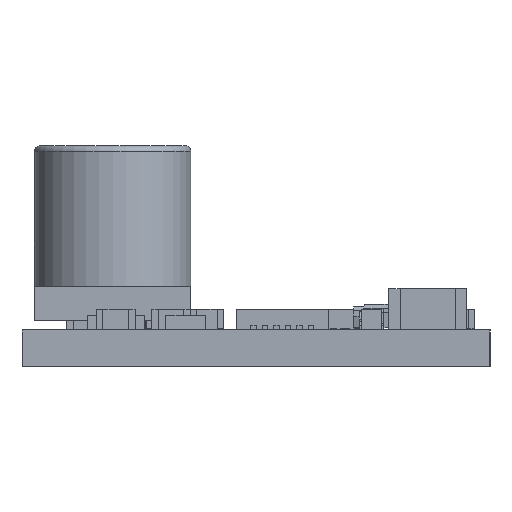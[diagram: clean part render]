
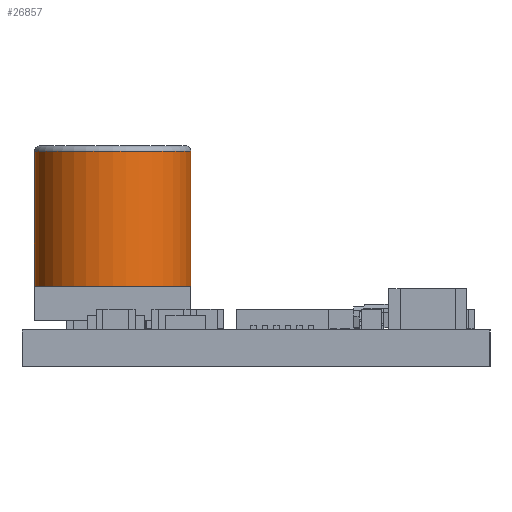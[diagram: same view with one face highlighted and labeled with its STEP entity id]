
A CAD part, left-side view. The second image highlights one B-rep face of the part: STEP entity #26857.
In plain terms, the highlighted cylindrical face has radius 3.4 mm (diameter 6.8 mm), a full revolution.
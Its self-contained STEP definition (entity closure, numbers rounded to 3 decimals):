
#46 = CYLINDRICAL_SURFACE ( 'NONE', #4686, 3.4 ) ;
#1037 = DIRECTION ( 'NONE',  ( 1., 0., 0. ) ) ;
#1753 = CARTESIAN_POINT ( 'NONE',  ( 12.7, 19.783, 3.475 ) ) ;
#2258 = EDGE_LOOP ( 'NONE', ( #8831 ) ) ;
#3887 = CIRCLE ( 'NONE', #25521, 3.4 ) ;
#4686 = AXIS2_PLACEMENT_3D ( 'NONE', #10095, #58339, #19719 ) ;
#4831 = VERTEX_POINT ( 'NONE', #7325 ) ;
#7325 = CARTESIAN_POINT ( 'NONE',  ( 16.1, 16.383, 9.325 ) ) ;
#8268 = ORIENTED_EDGE ( 'NONE', *, *, #35064, .F. ) ;
#8831 = ORIENTED_EDGE ( 'NONE', *, *, #29647, .T. ) ;
#8980 = DIRECTION ( 'NONE',  ( 1., 0., 0. ) ) ;
#9385 = CARTESIAN_POINT ( 'NONE',  ( 12.7, 16.383, 3.475 ) ) ;
#10095 = CARTESIAN_POINT ( 'NONE',  ( 12.7, 16.383, -6.142 ) ) ;
#14091 = CARTESIAN_POINT ( 'NONE',  ( 12.7, 12.983, 3.475 ) ) ;
#14520 = CARTESIAN_POINT ( 'NONE',  ( 12.7, 16.383, 9.325 ) ) ;
#14727 = DIRECTION ( 'NONE',  ( 0., 0., -1. ) ) ;
#15559 = CIRCLE ( 'NONE', #33902, 3.4 ) ;
#18927 = AXIS2_PLACEMENT_3D ( 'NONE', #14520, #52289, #34254 ) ;
#19719 = DIRECTION ( 'NONE',  ( 1., 0., 0. ) ) ;
#20959 = AXIS2_PLACEMENT_3D ( 'NONE', #9385, #42702, #8980 ) ;
#23097 = CIRCLE ( 'NONE', #20959, 3.4 ) ;
#24241 = CARTESIAN_POINT ( 'NONE',  ( 12.7, 16.383, 3.475 ) ) ;
#24517 = DIRECTION ( 'NONE',  ( 1., 0., 0. ) ) ;
#24774 = FACE_OUTER_BOUND ( 'NONE', #54856, .T. ) ;
#25521 = AXIS2_PLACEMENT_3D ( 'NONE', #43175, #33640, #1037 ) ;
#26857 = ADVANCED_FACE ( 'NONE', ( #46246, #24774 ), #46, .T. ) ;
#28626 = CIRCLE ( 'NONE', #56954, 3.4 ) ;
#28769 = DIRECTION ( 'NONE',  ( 0., 0., -1. ) ) ;
#29647 = EDGE_CURVE ( 'NONE', #4831, #4831, #32906, .T. ) ;
#31972 = EDGE_CURVE ( 'NONE', #41197, #45212, #3887, .T. ) ;
#32412 = VERTEX_POINT ( 'NONE', #1753 ) ;
#32906 = CIRCLE ( 'NONE', #18927, 3.4 ) ;
#33640 = DIRECTION ( 'NONE',  ( 0., 0., -1. ) ) ;
#33832 = ORIENTED_EDGE ( 'NONE', *, *, #31972, .F. ) ;
#33902 = AXIS2_PLACEMENT_3D ( 'NONE', #24241, #28769, #37928 ) ;
#34254 = DIRECTION ( 'NONE',  ( 1., 0., 0. ) ) ;
#35064 = EDGE_CURVE ( 'NONE', #42994, #41197, #23097, .T. ) ;
#37928 = DIRECTION ( 'NONE',  ( 1., 0., 0. ) ) ;
#40004 = CARTESIAN_POINT ( 'NONE',  ( 9.3, 16.383, 3.475 ) ) ;
#41197 = VERTEX_POINT ( 'NONE', #14091 ) ;
#42702 = DIRECTION ( 'NONE',  ( 0., 0., -1. ) ) ;
#42994 = VERTEX_POINT ( 'NONE', #53249 ) ;
#43175 = CARTESIAN_POINT ( 'NONE',  ( 12.7, 16.383, 3.475 ) ) ;
#43195 = CARTESIAN_POINT ( 'NONE',  ( 12.7, 16.383, 3.475 ) ) ;
#43610 = EDGE_CURVE ( 'NONE', #32412, #42994, #28626, .T. ) ;
#45212 = VERTEX_POINT ( 'NONE', #40004 ) ;
#46246 = FACE_OUTER_BOUND ( 'NONE', #2258, .T. ) ;
#46884 = ORIENTED_EDGE ( 'NONE', *, *, #49128, .F. ) ;
#49128 = EDGE_CURVE ( 'NONE', #45212, #32412, #15559, .T. ) ;
#51770 = ORIENTED_EDGE ( 'NONE', *, *, #43610, .F. ) ;
#52289 = DIRECTION ( 'NONE',  ( 0., 0., -1. ) ) ;
#53249 = CARTESIAN_POINT ( 'NONE',  ( 16.1, 16.383, 3.475 ) ) ;
#54856 = EDGE_LOOP ( 'NONE', ( #8268, #51770, #46884, #33832 ) ) ;
#56954 = AXIS2_PLACEMENT_3D ( 'NONE', #43195, #14727, #24517 ) ;
#58339 = DIRECTION ( 'NONE',  ( 0., 0., 1. ) ) ;
